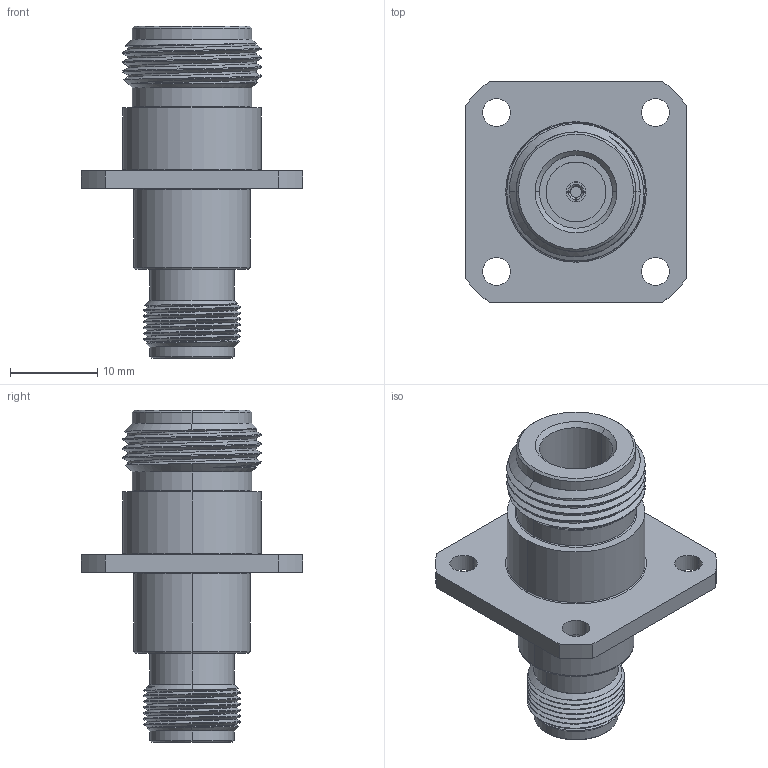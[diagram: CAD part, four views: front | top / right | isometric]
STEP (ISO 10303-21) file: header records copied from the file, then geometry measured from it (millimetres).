
FILE_DESCRIPTION (( 'STEP AP203' ), '1' );
FILE_NAME ('PE9552.step', '2018-07-05T20:07:18', ( '' ), ( '' ), 'SwSTEP 2.0', 'SolidWorks 2017', '' );
FILE_SCHEMA (( 'CONFIG_CONTROL_DESIGN' ));
Length unit declared in the file: inch
Products named in the file (1): PE9552
Bounding box: 25.4 x 25.4 x 38.1 mm (x, y, z)
Volume: 5370.2 mm3; surface area: 3971.3 mm2
Topology: 2 solids, 2 shells, 173 faces, 439 edges, 285 vertices
Faces by surface type: cylinder 85, plane 47, cone 27, torus 8, bspline 6
Entity records: 8692 total; most frequent: CARTESIAN_POINT 4679, ORIENTED_EDGE 878, DIRECTION 768, EDGE_CURVE 439, AXIS2_PLACEMENT_3D 315, VERTEX_POINT 285, EDGE_LOOP 198, FACE_OUTER_BOUND 173
